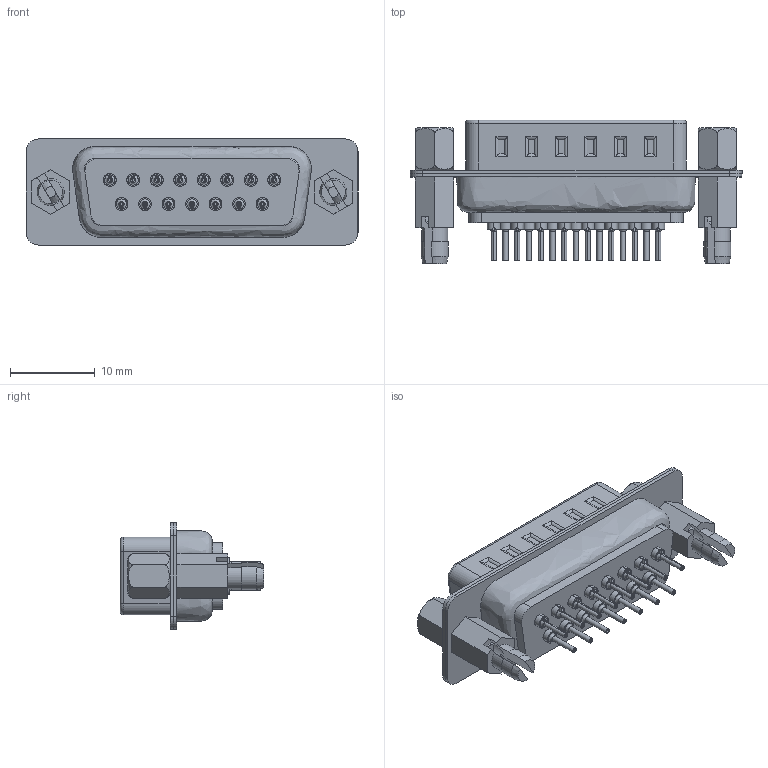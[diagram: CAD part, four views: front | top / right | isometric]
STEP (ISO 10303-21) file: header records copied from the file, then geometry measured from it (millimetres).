
FILE_DESCRIPTION( ( 'Unknown' ), '1' );
FILE_NAME( '61801529221.stp', 'Unknown', ( 'Unknown' ), ( 'Unknown' ), 'PSStep 18.0.17', 'Unknown', ' ' );
FILE_SCHEMA( ( 'AUTOMOTIVE_DESIGN { 1 0 10303 214 1 1 1 1 }' ) );
Length unit declared in the file: millimetre
Products named in the file (8): Assem1; 6180xx29y21_VISSE; 6180xx29y21_CLIP; 6180xx29y21_Pin; 61801529221_INTER_ARRIERE; 61801529221_INTER_FACADE; 61801529221_ARRIERE; 61801529221_FACADE
Assembly tree (23 placements, depth 2):
  Assem1
    6180xx29y21_VISSE  x2
    6180xx29y21_CLIP  x2
    6180xx29y21_Pin  x15
    61801529221_INTER_ARRIERE
    61801529221_INTER_FACADE
    61801529221_ARRIERE
    61801529221_FACADE
Bounding box: 39.14 x 16.95 x 12.5 mm (x, y, z)
Volume: 2101.4 mm3; surface area: 6520.6 mm2
Topology: 23 solids, 23 shells, 1088 faces, 2927 edges, 1907 vertices
Faces by surface type: plane 635, cylinder 356, cone 42, torus 27, sphere 15, bspline 13
Full cylindrical faces by diameter (mm): 1 x15, 1.5 x15, 2.75 x2, 2.85 x2, 3 x6
Entity records: 24811 total; most frequent: CARTESIAN_POINT 11447, DIRECTION 2141, ORIENTED_EDGE 1940, EDGE_CURVE 970, AXIS2_PLACEMENT_3D 795, VERTEX_POINT 663, EDGE_LOOP 558, LINE 551
